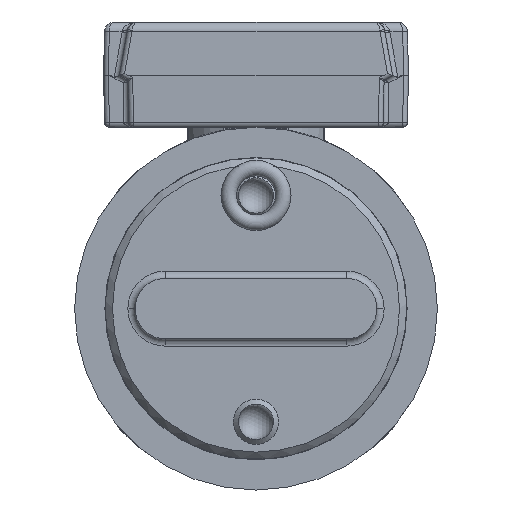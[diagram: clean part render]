
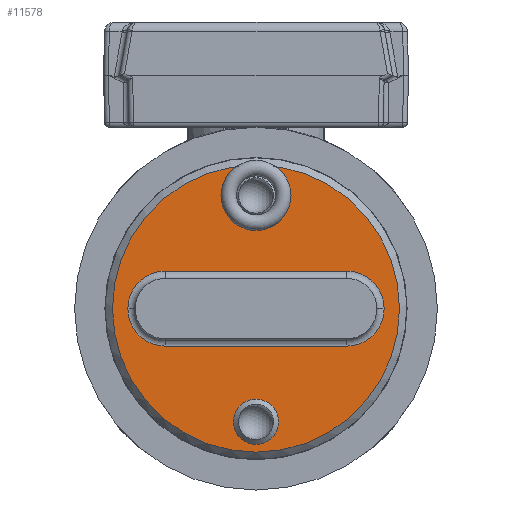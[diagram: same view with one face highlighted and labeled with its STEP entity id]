
A CAD part, left-side view. The second image highlights one B-rep face of the part: STEP entity #11578.
In plain terms, the highlighted planar face has unit normal (-1, 0, 0).
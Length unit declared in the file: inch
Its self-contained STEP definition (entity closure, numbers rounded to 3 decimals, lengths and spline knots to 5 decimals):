
#156 = VERTEX_POINT ( 'NONE', #18981 ) ;
#409 = AXIS2_PLACEMENT_3D ( 'NONE', #24922, #8887, #27649 ) ;
#658 = DIRECTION ( 'NONE',  ( -1., 0., 0. ) ) ;
#2201 = DIRECTION ( 'NONE',  ( 0., 0., 1. ) ) ;
#2287 = CIRCLE ( 'NONE', #13241, 0.155 ) ;
#2787 = CARTESIAN_POINT ( 'NONE',  ( -1.94046, 0.33828, 1.27728 ) ) ;
#3498 = VECTOR ( 'NONE', #4397, 39.37008 ) ;
#4254 = EDGE_CURVE ( 'NONE', #26459, #26459, #11629, .T. ) ;
#4397 = DIRECTION ( 'NONE',  ( 0., -1., 0. ) ) ;
#5336 = FACE_BOUND ( 'NONE', #12350, .T. ) ;
#5465 = ORIENTED_EDGE ( 'NONE', *, *, #25586, .T. ) ;
#5629 = CARTESIAN_POINT ( 'NONE',  ( -1.94046, 1.08828, 1.12228 ) ) ;
#5864 = CARTESIAN_POINT ( 'NONE',  ( -1.94046, 1.08828, 1.27728 ) ) ;
#6169 = PLANE ( 'NONE',  #8612 ) ;
#6784 = VERTEX_POINT ( 'NONE', #25520 ) ;
#7334 = ORIENTED_EDGE ( 'NONE', *, *, #4254, .F. ) ;
#7776 = AXIS2_PLACEMENT_3D ( 'NONE', #8832, #27598, #11498 ) ;
#8258 = DIRECTION ( 'NONE',  ( 0., 0., 1. ) ) ;
#8612 = AXIS2_PLACEMENT_3D ( 'NONE', #30463, #14338, #33157 ) ;
#8811 = DIRECTION ( 'NONE',  ( 1., 0., 0. ) ) ;
#8832 = CARTESIAN_POINT ( 'NONE',  ( -1.94046, 0.71328, 1.59028 ) ) ;
#8887 = DIRECTION ( 'NONE',  ( 1., 0., 0. ) ) ;
#9089 = CARTESIAN_POINT ( 'NONE',  ( -1.94046, 0.33828, 0.96728 ) ) ;
#10506 = VERTEX_POINT ( 'NONE', #9089 ) ;
#11209 = CIRCLE ( 'NONE', #18491, 0.5935 ) ;
#11498 = DIRECTION ( 'NONE',  ( 0., 0., 1. ) ) ;
#11578 = ADVANCED_FACE ( 'NONE', ( #13211, #5336, #20332, #19462 ), #6169, .T. ) ;
#11629 = CIRCLE ( 'NONE', #7776, 0.09375 ) ;
#12350 = EDGE_LOOP ( 'NONE', ( #19674 ) ) ;
#12541 = ORIENTED_EDGE ( 'NONE', *, *, #20774, .T. ) ;
#12594 = DIRECTION ( 'NONE',  ( 1., 0., 0. ) ) ;
#13211 = FACE_BOUND ( 'NONE', #18728, .T. ) ;
#13241 = AXIS2_PLACEMENT_3D ( 'NONE', #24844, #8811, #27577 ) ;
#13310 = CIRCLE ( 'NONE', #21146, 0.155 ) ;
#13628 = AXIS2_PLACEMENT_3D ( 'NONE', #28665, #12594, #31339 ) ;
#14338 = DIRECTION ( 'NONE',  ( -1., 0., 0. ) ) ;
#14567 = EDGE_LOOP ( 'NONE', ( #24907, #12541, #20423, #18609, #5465, #31384 ) ) ;
#15608 = CIRCLE ( 'NONE', #13628, 0.155 ) ;
#16547 = CARTESIAN_POINT ( 'NONE',  ( -1.94046, 0.71328, 0.65428 ) ) ;
#17211 = CIRCLE ( 'NONE', #27395, 0.09375 ) ;
#17585 = LINE ( 'NONE', #31258, #3498 ) ;
#17662 = EDGE_CURVE ( 'NONE', #23506, #23506, #11209, .T. ) ;
#18089 = DIRECTION ( 'NONE',  ( -1., 0., 0. ) ) ;
#18491 = AXIS2_PLACEMENT_3D ( 'NONE', #34238, #18089, #2201 ) ;
#18609 = ORIENTED_EDGE ( 'NONE', *, *, #27865, .T. ) ;
#18728 = EDGE_LOOP ( 'NONE', ( #7334 ) ) ;
#18981 = CARTESIAN_POINT ( 'NONE',  ( -1.94046, 0.18328, 1.12228 ) ) ;
#19240 = DIRECTION ( 'NONE',  ( 0., 0., 1. ) ) ;
#19462 = FACE_OUTER_BOUND ( 'NONE', #20052, .T. ) ;
#19674 = ORIENTED_EDGE ( 'NONE', *, *, #23281, .F. ) ;
#19974 = CARTESIAN_POINT ( 'NONE',  ( -1.94046, 0.71328, 1.71578 ) ) ;
#20052 = EDGE_LOOP ( 'NONE', ( #32364 ) ) ;
#20127 = CARTESIAN_POINT ( 'NONE',  ( -1.94046, 0.71328, 0.96728 ) ) ;
#20332 = FACE_BOUND ( 'NONE', #14567, .T. ) ;
#20423 = ORIENTED_EDGE ( 'NONE', *, *, #26565, .T. ) ;
#20774 = EDGE_CURVE ( 'NONE', #29298, #156, #23870, .T. ) ;
#21064 = EDGE_CURVE ( 'NONE', #29207, #34077, #13310, .T. ) ;
#21091 = CARTESIAN_POINT ( 'NONE',  ( -1.94046, 1.08828, 0.96728 ) ) ;
#21146 = AXIS2_PLACEMENT_3D ( 'NONE', #5629, #24302, #8258 ) ;
#23281 = EDGE_CURVE ( 'NONE', #6784, #6784, #17211, .T. ) ;
#23506 = VERTEX_POINT ( 'NONE', #19974 ) ;
#23870 = CIRCLE ( 'NONE', #409, 0.155 ) ;
#24302 = DIRECTION ( 'NONE',  ( 1., 0., 0. ) ) ;
#24844 = CARTESIAN_POINT ( 'NONE',  ( -1.94046, 0.33828, 1.12228 ) ) ;
#24907 = ORIENTED_EDGE ( 'NONE', *, *, #26851, .T. ) ;
#24922 = CARTESIAN_POINT ( 'NONE',  ( -1.94046, 0.33828, 1.12228 ) ) ;
#25520 = CARTESIAN_POINT ( 'NONE',  ( -1.94046, 0.71328, 0.74803 ) ) ;
#25586 = EDGE_CURVE ( 'NONE', #33904, #29207, #15608, .T. ) ;
#26262 = VECTOR ( 'NONE', #33533, 39.37008 ) ;
#26459 = VERTEX_POINT ( 'NONE', #27557 ) ;
#26565 = EDGE_CURVE ( 'NONE', #156, #10506, #2287, .T. ) ;
#26624 = CARTESIAN_POINT ( 'NONE',  ( -1.94046, 1.24328, 1.12228 ) ) ;
#26851 = EDGE_CURVE ( 'NONE', #34077, #29298, #17585, .T. ) ;
#27127 = LINE ( 'NONE', #20127, #26262 ) ;
#27395 = AXIS2_PLACEMENT_3D ( 'NONE', #16547, #658, #19240 ) ;
#27557 = CARTESIAN_POINT ( 'NONE',  ( -1.94046, 0.71328, 1.68403 ) ) ;
#27577 = DIRECTION ( 'NONE',  ( 0., 0., 1. ) ) ;
#27598 = DIRECTION ( 'NONE',  ( -1., 0., 0. ) ) ;
#27649 = DIRECTION ( 'NONE',  ( 0., 0., 1. ) ) ;
#27865 = EDGE_CURVE ( 'NONE', #10506, #33904, #27127, .T. ) ;
#28665 = CARTESIAN_POINT ( 'NONE',  ( -1.94046, 1.08828, 1.12228 ) ) ;
#29207 = VERTEX_POINT ( 'NONE', #26624 ) ;
#29298 = VERTEX_POINT ( 'NONE', #2787 ) ;
#30463 = CARTESIAN_POINT ( 'NONE',  ( -1.94046, 0.71328, 1.12228 ) ) ;
#31258 = CARTESIAN_POINT ( 'NONE',  ( -1.94046, 0.71328, 1.27728 ) ) ;
#31339 = DIRECTION ( 'NONE',  ( 0., 0., 1. ) ) ;
#31384 = ORIENTED_EDGE ( 'NONE', *, *, #21064, .T. ) ;
#32364 = ORIENTED_EDGE ( 'NONE', *, *, #17662, .T. ) ;
#33157 = DIRECTION ( 'NONE',  ( 0., 0., 1. ) ) ;
#33533 = DIRECTION ( 'NONE',  ( 0., 1., 0. ) ) ;
#33904 = VERTEX_POINT ( 'NONE', #21091 ) ;
#34077 = VERTEX_POINT ( 'NONE', #5864 ) ;
#34238 = CARTESIAN_POINT ( 'NONE',  ( -1.94046, 0.71328, 1.12228 ) ) ;
